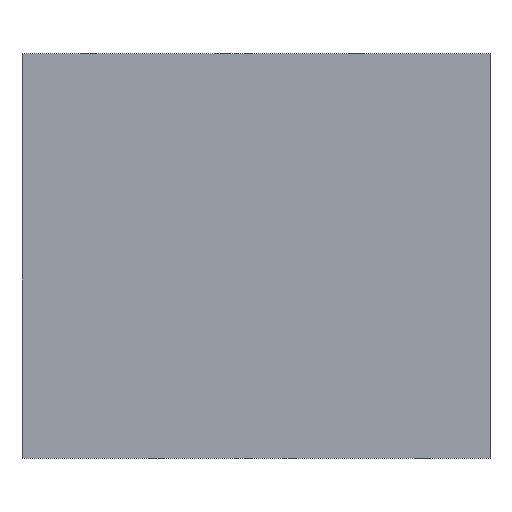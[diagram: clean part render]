
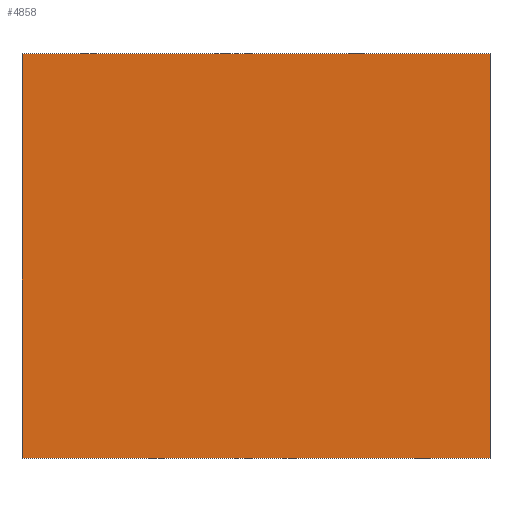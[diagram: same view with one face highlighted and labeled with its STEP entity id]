
A CAD part, top view. The second image highlights one B-rep face of the part: STEP entity #4858.
In plain terms, the highlighted planar face has unit normal (0, 0, 1).
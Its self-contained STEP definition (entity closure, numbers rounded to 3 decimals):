
#3046 = PLANE('',#3047);
#3047 = AXIS2_PLACEMENT_3D('',#3048,#3049,#3050);
#3048 = CARTESIAN_POINT('',(-48.,0.,0.304));
#3049 = DIRECTION('',(-1.,-0.,-0.));
#3050 = DIRECTION('',(0.,0.,-1.));
#3181 = PLANE('',#3182);
#3182 = AXIS2_PLACEMENT_3D('',#3183,#3184,#3185);
#3183 = CARTESIAN_POINT('',(0.,41.5,-2.25));
#3184 = DIRECTION('',(0.,1.,0.));
#3185 = DIRECTION('',(0.,0.,1.));
#3209 = PLANE('',#3210);
#3210 = AXIS2_PLACEMENT_3D('',#3211,#3212,#3213);
#3211 = CARTESIAN_POINT('',(48.,0.,0.304));
#3212 = DIRECTION('',(1.,0.,0.));
#3213 = DIRECTION('',(0.,0.,1.));
#3342 = PLANE('',#3343);
#3343 = AXIS2_PLACEMENT_3D('',#3344,#3345,#3346);
#3344 = CARTESIAN_POINT('',(0.,-41.5,-2.25));
#3345 = DIRECTION('',(-0.,-1.,-0.));
#3346 = DIRECTION('',(0.,0.,-1.));
#4115 = EDGE_CURVE('',#4116,#4118,#4120,.T.);
#4116 = VERTEX_POINT('',#4117);
#4117 = CARTESIAN_POINT('',(-48.,41.5,2.));
#4118 = VERTEX_POINT('',#4119);
#4119 = CARTESIAN_POINT('',(-48.,-41.5,2.));
#4120 = SURFACE_CURVE('',#4121,(#4125,#4132),.PCURVE_S1.);
#4121 = LINE('',#4122,#4123);
#4122 = CARTESIAN_POINT('',(-48.,41.5,2.));
#4123 = VECTOR('',#4124,1.);
#4124 = DIRECTION('',(0.,-1.,0.));
#4125 = PCURVE('',#3046,#4126);
#4126 = DEFINITIONAL_REPRESENTATION('',(#4127),#4131);
#4127 = LINE('',#4128,#4129);
#4128 = CARTESIAN_POINT('',(-1.696,-41.5));
#4129 = VECTOR('',#4130,1.);
#4130 = DIRECTION('',(0.,1.));
#4131 = ( GEOMETRIC_REPRESENTATION_CONTEXT(2) 
PARAMETRIC_REPRESENTATION_CONTEXT() REPRESENTATION_CONTEXT('2D SPACE',''
  ) );
#4132 = PCURVE('',#4133,#4138);
#4133 = PLANE('',#4134);
#4134 = AXIS2_PLACEMENT_3D('',#4135,#4136,#4137);
#4135 = CARTESIAN_POINT('',(0.,0.,2.));
#4136 = DIRECTION('',(0.,0.,1.));
#4137 = DIRECTION('',(1.,0.,0.));
#4138 = DEFINITIONAL_REPRESENTATION('',(#4139),#4143);
#4139 = LINE('',#4140,#4141);
#4140 = CARTESIAN_POINT('',(-48.,41.5));
#4141 = VECTOR('',#4142,1.);
#4142 = DIRECTION('',(0.,-1.));
#4143 = ( GEOMETRIC_REPRESENTATION_CONTEXT(2) 
PARAMETRIC_REPRESENTATION_CONTEXT() REPRESENTATION_CONTEXT('2D SPACE',''
  ) );
#4398 = VERTEX_POINT('',#4399);
#4399 = CARTESIAN_POINT('',(48.,41.5,2.));
#4422 = EDGE_CURVE('',#4398,#4116,#4423,.T.);
#4423 = SURFACE_CURVE('',#4424,(#4428,#4435),.PCURVE_S1.);
#4424 = LINE('',#4425,#4426);
#4425 = CARTESIAN_POINT('',(48.,41.5,2.));
#4426 = VECTOR('',#4427,1.);
#4427 = DIRECTION('',(-1.,0.,0.));
#4428 = PCURVE('',#3181,#4429);
#4429 = DEFINITIONAL_REPRESENTATION('',(#4430),#4434);
#4430 = LINE('',#4431,#4432);
#4431 = CARTESIAN_POINT('',(4.25,48.));
#4432 = VECTOR('',#4433,1.);
#4433 = DIRECTION('',(0.,-1.));
#4434 = ( GEOMETRIC_REPRESENTATION_CONTEXT(2) 
PARAMETRIC_REPRESENTATION_CONTEXT() REPRESENTATION_CONTEXT('2D SPACE',''
  ) );
#4435 = PCURVE('',#4133,#4436);
#4436 = DEFINITIONAL_REPRESENTATION('',(#4437),#4441);
#4437 = LINE('',#4438,#4439);
#4438 = CARTESIAN_POINT('',(48.,41.5));
#4439 = VECTOR('',#4440,1.);
#4440 = DIRECTION('',(-1.,0.));
#4441 = ( GEOMETRIC_REPRESENTATION_CONTEXT(2) 
PARAMETRIC_REPRESENTATION_CONTEXT() REPRESENTATION_CONTEXT('2D SPACE',''
  ) );
#4456 = VERTEX_POINT('',#4457);
#4457 = CARTESIAN_POINT('',(48.,-41.5,2.));
#4553 = EDGE_CURVE('',#4456,#4398,#4554,.T.);
#4554 = SURFACE_CURVE('',#4555,(#4559,#4566),.PCURVE_S1.);
#4555 = LINE('',#4556,#4557);
#4556 = CARTESIAN_POINT('',(48.,-41.5,2.));
#4557 = VECTOR('',#4558,1.);
#4558 = DIRECTION('',(0.,1.,0.));
#4559 = PCURVE('',#3209,#4560);
#4560 = DEFINITIONAL_REPRESENTATION('',(#4561),#4565);
#4561 = LINE('',#4562,#4563);
#4562 = CARTESIAN_POINT('',(1.696,41.5));
#4563 = VECTOR('',#4564,1.);
#4564 = DIRECTION('',(0.,-1.));
#4565 = ( GEOMETRIC_REPRESENTATION_CONTEXT(2) 
PARAMETRIC_REPRESENTATION_CONTEXT() REPRESENTATION_CONTEXT('2D SPACE',''
  ) );
#4566 = PCURVE('',#4133,#4567);
#4567 = DEFINITIONAL_REPRESENTATION('',(#4568),#4572);
#4568 = LINE('',#4569,#4570);
#4569 = CARTESIAN_POINT('',(48.,-41.5));
#4570 = VECTOR('',#4571,1.);
#4571 = DIRECTION('',(0.,1.));
#4572 = ( GEOMETRIC_REPRESENTATION_CONTEXT(2) 
PARAMETRIC_REPRESENTATION_CONTEXT() REPRESENTATION_CONTEXT('2D SPACE',''
  ) );
#4711 = EDGE_CURVE('',#4118,#4456,#4712,.T.);
#4712 = SURFACE_CURVE('',#4713,(#4717,#4724),.PCURVE_S1.);
#4713 = LINE('',#4714,#4715);
#4714 = CARTESIAN_POINT('',(-48.,-41.5,2.));
#4715 = VECTOR('',#4716,1.);
#4716 = DIRECTION('',(1.,0.,0.));
#4717 = PCURVE('',#3342,#4718);
#4718 = DEFINITIONAL_REPRESENTATION('',(#4719),#4723);
#4719 = LINE('',#4720,#4721);
#4720 = CARTESIAN_POINT('',(-4.25,-48.));
#4721 = VECTOR('',#4722,1.);
#4722 = DIRECTION('',(0.,1.));
#4723 = ( GEOMETRIC_REPRESENTATION_CONTEXT(2) 
PARAMETRIC_REPRESENTATION_CONTEXT() REPRESENTATION_CONTEXT('2D SPACE',''
  ) );
#4724 = PCURVE('',#4133,#4725);
#4725 = DEFINITIONAL_REPRESENTATION('',(#4726),#4730);
#4726 = LINE('',#4727,#4728);
#4727 = CARTESIAN_POINT('',(-48.,-41.5));
#4728 = VECTOR('',#4729,1.);
#4729 = DIRECTION('',(1.,0.));
#4730 = ( GEOMETRIC_REPRESENTATION_CONTEXT(2) 
PARAMETRIC_REPRESENTATION_CONTEXT() REPRESENTATION_CONTEXT('2D SPACE',''
  ) );
#4858 = ADVANCED_FACE('',(#4859),#4133,.T.);
#4859 = FACE_BOUND('',#4860,.T.);
#4860 = EDGE_LOOP('',(#4861,#4862,#4863,#4864));
#4861 = ORIENTED_EDGE('',*,*,#4553,.T.);
#4862 = ORIENTED_EDGE('',*,*,#4422,.T.);
#4863 = ORIENTED_EDGE('',*,*,#4115,.T.);
#4864 = ORIENTED_EDGE('',*,*,#4711,.T.);
